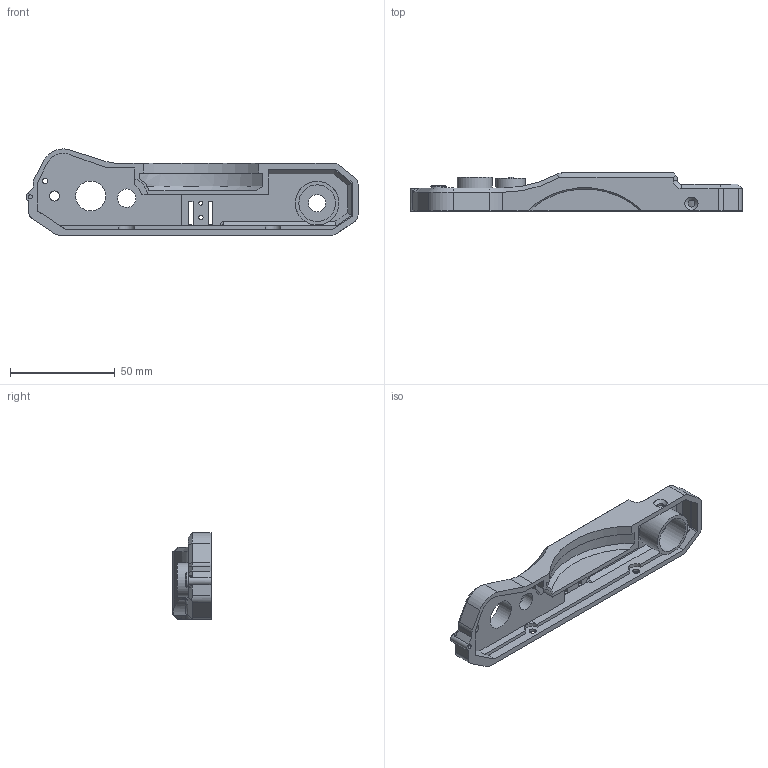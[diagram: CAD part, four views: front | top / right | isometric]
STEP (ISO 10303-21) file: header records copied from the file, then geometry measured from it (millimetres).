
FILE_DESCRIPTION(/* description */ ('','CAx-IF Rec.Pracs.---Representation and Presentation of Product Manufacturing Information (PMI)---4.0---2014-10-13'),/* implementation_level */ '2;1');
FILE_NAME(/* name */ 'top plate.step',/* time_stamp */ '2025-03-27T20:59:12-04:00',/* author */ (''),/* organization */ (''),/* preprocessor_version */ 'ST-DEVELOPER v20',/* originating_system */ 'Autodesk Translation Framework v13.20.0.188',/* authorisation */ '');
FILE_SCHEMA (('AP242_MANAGED_MODEL_BASED_3D_ENGINEERING_MIM_LF { 1 0 10303 442 1 1 4 }'));
Length unit declared in the file: millimetre
Products named in the file (1): top plate
Bounding box: 158.5 x 18.16 x 41.17 mm (x, y, z)
Volume: 33933.2 mm3; surface area: 21853.6 mm2
Topology: 1 solids, 1 shells, 256 faces, 704 edges, 458 vertices
Faces by surface type: plane 144, cylinder 49, bspline 44, cone 17, torus 2
Full cylindrical faces by diameter (mm): 2 x3, 2.6 x1, 3.4 x3, 4.8 x1, 7.5 x1, 8.3 x1, 8.8 x1, 12.3 x1, 14.1 x1, 14.3 x1, 16.7 x1, 17.5 x1
Entity records: 8685 total; most frequent: CARTESIAN_POINT 2225, ORIENTED_EDGE 1408, DIRECTION 1215, EDGE_CURVE 704, LINE 465, VECTOR 465, VERTEX_POINT 458, AXIS2_PLACEMENT_3D 375
